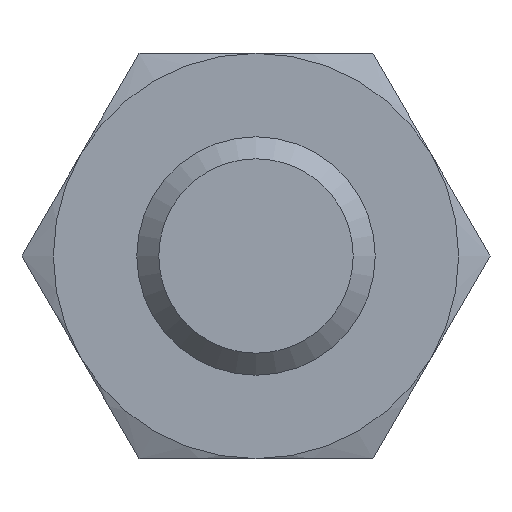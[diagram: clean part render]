
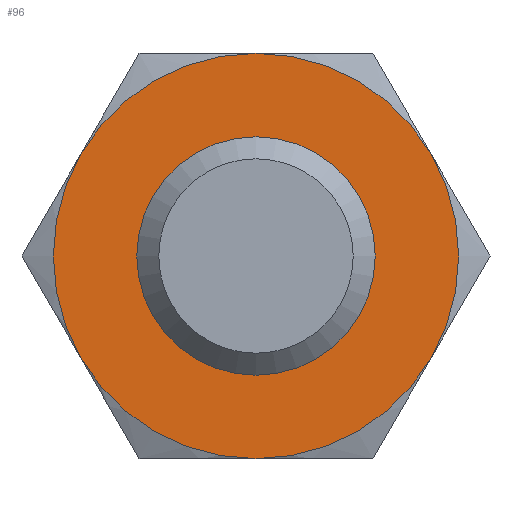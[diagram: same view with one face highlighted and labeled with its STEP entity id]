
A CAD part, front view. The second image highlights one B-rep face of the part: STEP entity #96.
In plain terms, the highlighted planar face has unit normal (0, -1, 0).
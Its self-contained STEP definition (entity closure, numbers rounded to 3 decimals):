
#96 = ADVANCED_FACE( '', ( #191, #192 ), #193, .F. );
#191 = FACE_BOUND( '', #282, .T. );
#192 = FACE_OUTER_BOUND( '', #283, .T. );
#193 = PLANE( '', #284 );
#282 = EDGE_LOOP( '', ( #467 ) );
#283 = EDGE_LOOP( '', ( #468, #469, #470, #471, #472, #473 ) );
#284 = AXIS2_PLACEMENT_3D( '', #474, #475, #476 );
#467 = ORIENTED_EDGE( '', *, *, #565, .F. );
#468 = ORIENTED_EDGE( '', *, *, #563, .T. );
#469 = ORIENTED_EDGE( '', *, *, #555, .T. );
#470 = ORIENTED_EDGE( '', *, *, #513, .T. );
#471 = ORIENTED_EDGE( '', *, *, #557, .T. );
#472 = ORIENTED_EDGE( '', *, *, #536, .T. );
#473 = ORIENTED_EDGE( '', *, *, #509, .T. );
#474 = CARTESIAN_POINT( '', ( 8.5, 0., 0. ) );
#475 = DIRECTION( '', ( 0., 1., 0. ) );
#476 = DIRECTION( '', ( 0., 0., 1. ) );
#509 = EDGE_CURVE( '', #593, #594, #595, .T. );
#513 = EDGE_CURVE( '', #600, #601, #602, .T. );
#536 = EDGE_CURVE( '', #617, #593, #636, .T. );
#555 = EDGE_CURVE( '', #580, #600, #658, .T. );
#557 = EDGE_CURVE( '', #601, #617, #660, .T. );
#563 = EDGE_CURVE( '', #594, #580, #666, .T. );
#565 = EDGE_CURVE( '', #668, #668, #669, .T. );
#580 = VERTEX_POINT( '', #685 );
#593 = VERTEX_POINT( '', #719 );
#594 = VERTEX_POINT( '', #720 );
#595 = CIRCLE( '', #721, 8.5 );
#600 = VERTEX_POINT( '', #736 );
#601 = VERTEX_POINT( '', #737 );
#602 = CIRCLE( '', #738, 8.5 );
#617 = VERTEX_POINT( '', #780 );
#636 = CIRCLE( '', #835, 8.5 );
#658 = CIRCLE( '', #883, 8.5 );
#660 = CIRCLE( '', #885, 8.5 );
#666 = CIRCLE( '', #896, 8.5 );
#668 = VERTEX_POINT( '', #898 );
#669 = CIRCLE( '', #899, 3.85 );
#685 = CARTESIAN_POINT( '', ( 7.361, 0., -4.25 ) );
#719 = CARTESIAN_POINT( '', ( -7.361, 0., -4.25 ) );
#720 = CARTESIAN_POINT( '', ( 0., 0., -8.5 ) );
#721 = AXIS2_PLACEMENT_3D( '', #916, #917, #918 );
#736 = CARTESIAN_POINT( '', ( 7.361, 0., 4.25 ) );
#737 = CARTESIAN_POINT( '', ( 0., 0., 8.5 ) );
#738 = AXIS2_PLACEMENT_3D( '', #919, #920, #921 );
#780 = CARTESIAN_POINT( '', ( -7.361, 0., 4.25 ) );
#835 = AXIS2_PLACEMENT_3D( '', #931, #932, #933 );
#883 = AXIS2_PLACEMENT_3D( '', #950, #951, #952 );
#885 = AXIS2_PLACEMENT_3D( '', #953, #954, #955 );
#896 = AXIS2_PLACEMENT_3D( '', #956, #957, #958 );
#898 = CARTESIAN_POINT( '', ( 0., 0., -3.85 ) );
#899 = AXIS2_PLACEMENT_3D( '', #959, #960, #961 );
#916 = CARTESIAN_POINT( '', ( 0., 0., 0. ) );
#917 = DIRECTION( '', ( 0., -1., 0. ) );
#918 = DIRECTION( '', ( 0., 0., -1. ) );
#919 = CARTESIAN_POINT( '', ( 0., 0., 0. ) );
#920 = DIRECTION( '', ( 0., -1., 0. ) );
#921 = DIRECTION( '', ( 0., 0., -1. ) );
#931 = CARTESIAN_POINT( '', ( 0., 0., 0. ) );
#932 = DIRECTION( '', ( 0., -1., 0. ) );
#933 = DIRECTION( '', ( 0., 0., -1. ) );
#950 = CARTESIAN_POINT( '', ( 0., 0., 0. ) );
#951 = DIRECTION( '', ( 0., -1., 0. ) );
#952 = DIRECTION( '', ( 0., 0., -1. ) );
#953 = CARTESIAN_POINT( '', ( 0., 0., 0. ) );
#954 = DIRECTION( '', ( 0., -1., 0. ) );
#955 = DIRECTION( '', ( 0., 0., -1. ) );
#956 = CARTESIAN_POINT( '', ( 0., 0., 0. ) );
#957 = DIRECTION( '', ( 0., -1., 0. ) );
#958 = DIRECTION( '', ( 0., 0., -1. ) );
#959 = CARTESIAN_POINT( '', ( 0., 0., 0. ) );
#960 = DIRECTION( '', ( 0., -1., 0. ) );
#961 = DIRECTION( '', ( 0., 0., -1. ) );
